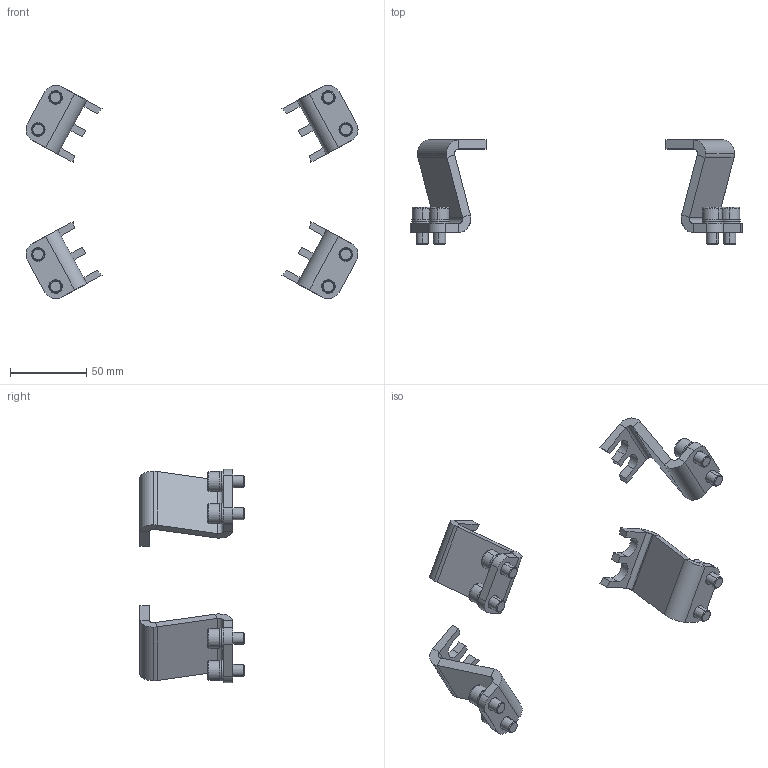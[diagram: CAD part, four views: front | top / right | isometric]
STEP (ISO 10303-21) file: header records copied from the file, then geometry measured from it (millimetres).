
FILE_DESCRIPTION (( 'STEP AP203' ), '1' );
FILE_NAME ('P6419.STEP', '2020-09-10T13:28:09', ( '' ), ( '' ), 'SwSTEP 2.0', 'SolidWorks 2019', '' );
FILE_SCHEMA (( 'CONFIG_CONTROL_DESIGN' ));
Length unit declared in the file: millimetre
Products named in the file (1): P6419
Bounding box: 217.93 x 68.3 x 140.13 mm (x, y, z)
Volume: 100122.1 mm3; surface area: 48679.5 mm2
Topology: 20 solids, 20 shells, 1256 faces, 3376 edges, 2176 vertices
Faces by surface type: plane 1076, cylinder 148, torus 16, cone 16
Entity records: 38691 total; most frequent: CARTESIAN_POINT 7673, ORIENTED_EDGE 6752, DIRECTION 6042, EDGE_CURVE 3376, LINE 2648, VECTOR 2648, VERTEX_POINT 2176, AXIS2_PLACEMENT_3D 1697
